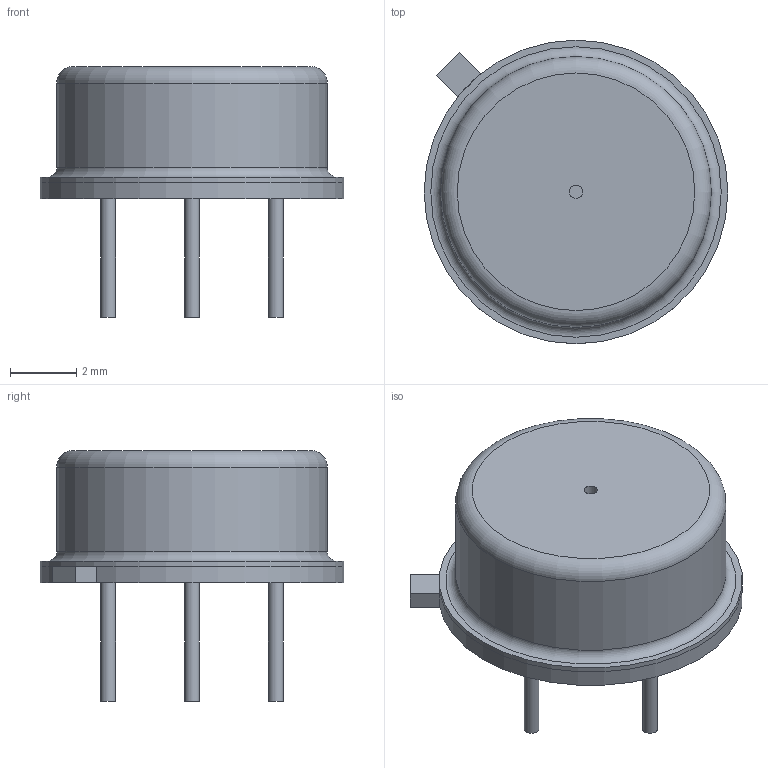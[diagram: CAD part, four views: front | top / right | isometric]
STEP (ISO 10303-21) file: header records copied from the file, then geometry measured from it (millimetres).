
FILE_DESCRIPTION(/* description */ (''),/* implementation_level */ '2;1');
FILE_NAME(/* name */ 'HEIMANN_HVS VAC 04(TO39).stp',/* time_stamp */ '2017-07-13T13:07:42+02:00',/* author */ ('jchouvet'),/* organization */ (''),/* preprocessor_version */ 'ST-DEVELOPER v16.1',/* originating_system */ 'AutoCAD Mechanical',/* authorisation */ '');
FILE_SCHEMA (('AUTOMOTIVE_DESIGN { 1 0 10303 214 3 1 1 }'));
Length unit declared in the file: millimetre
Products named in the file (1): Product
Bounding box: 9.2 x 9.2 x 7.6 mm (x, y, z)
Volume: 221.8 mm3; surface area: 395.1 mm2
Topology: 11 solids, 11 shells, 48 faces, 61 edges, 40 vertices
Faces by surface type: plane 30, cylinder 16, torus 2
Full cylindrical faces by diameter (mm): 0.4 x2, 0.45 x4, 0.9 x6, 8.2 x1, 9.2 x2
Entity records: 934 total; most frequent: DIRECTION 176, CARTESIAN_POINT 133, ORIENTED_EDGE 88, AXIS2_PLACEMENT_3D 83, EDGE_LOOP 70, FACE_OUTER_BOUND 48, ADVANCED_FACE 48, EDGE_CURVE 44
